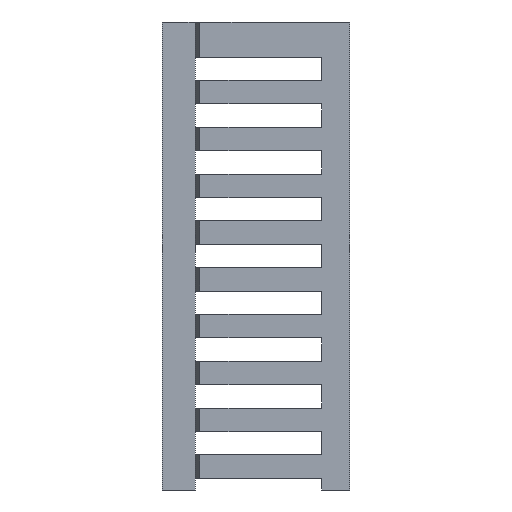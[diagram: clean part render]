
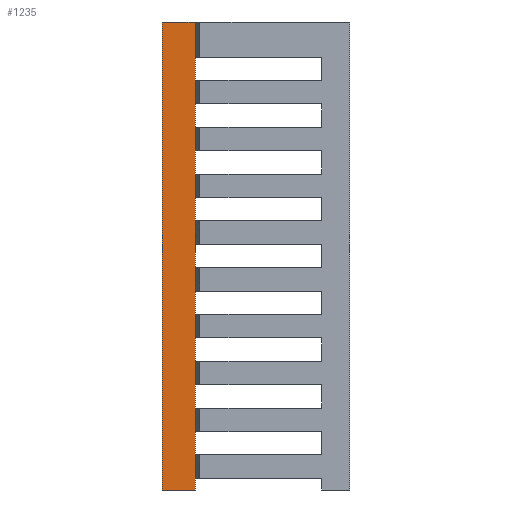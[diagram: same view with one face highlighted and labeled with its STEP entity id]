
A CAD part, left-side view. The second image highlights one B-rep face of the part: STEP entity #1235.
In plain terms, the highlighted planar face has unit normal (-1, 0, 0).
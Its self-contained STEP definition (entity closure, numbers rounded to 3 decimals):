
#103 = ORIENTED_EDGE ( 'NONE', *, *, #921, .F. ) ;
#223 = CARTESIAN_POINT ( 'NONE',  ( 51.745, 40., 0. ) ) ;
#493 = DIRECTION ( 'NONE',  ( -1., 0., 0. ) ) ;
#662 = ORIENTED_EDGE ( 'NONE', *, *, #5274, .T. ) ;
#675 = VECTOR ( 'NONE', #5095, 1000. ) ;
#768 = EDGE_CURVE ( 'NONE', #7210, #6093, #5690, .T. ) ;
#921 = EDGE_CURVE ( 'NONE', #1563, #7210, #4088, .T. ) ;
#1078 = DIRECTION ( 'NONE',  ( 0., -1., 0. ) ) ;
#1214 = EDGE_CURVE ( 'NONE', #7195, #6093, #3287, .T. ) ;
#1235 = ADVANCED_FACE ( 'NONE', ( #7203 ), #6563, .T. ) ;
#1563 = VERTEX_POINT ( 'NONE', #1643 ) ;
#1643 = CARTESIAN_POINT ( 'NONE',  ( 51.745, 40., -100. ) ) ;
#2247 = CARTESIAN_POINT ( 'NONE',  ( 51.745, 40., -100. ) ) ;
#2719 = AXIS2_PLACEMENT_3D ( 'NONE', #2247, #493, #3566 ) ;
#2900 = CARTESIAN_POINT ( 'NONE',  ( 51.745, 33., -100. ) ) ;
#2984 = VECTOR ( 'NONE', #7006, 1000. ) ;
#3287 = LINE ( 'NONE', #5724, #2984 ) ;
#3494 = DIRECTION ( 'NONE',  ( 0., 0., 1. ) ) ;
#3566 = DIRECTION ( 'NONE',  ( 0., 0., 1. ) ) ;
#4015 = CARTESIAN_POINT ( 'NONE',  ( 51.745, 40., 0. ) ) ;
#4067 = EDGE_LOOP ( 'NONE', ( #6463, #103, #662, #5302 ) ) ;
#4088 = LINE ( 'NONE', #7896, #4629 ) ;
#4102 = CARTESIAN_POINT ( 'NONE',  ( 51.745, 40., -100. ) ) ;
#4629 = VECTOR ( 'NONE', #3494, 1000. ) ;
#4693 = VECTOR ( 'NONE', #1078, 1000. ) ;
#4699 = LINE ( 'NONE', #4102, #4693 ) ;
#5095 = DIRECTION ( 'NONE',  ( 0., -1., 0. ) ) ;
#5274 = EDGE_CURVE ( 'NONE', #1563, #7195, #4699, .T. ) ;
#5302 = ORIENTED_EDGE ( 'NONE', *, *, #1214, .T. ) ;
#5690 = LINE ( 'NONE', #223, #675 ) ;
#5724 = CARTESIAN_POINT ( 'NONE',  ( 51.745, 33., -100. ) ) ;
#5770 = CARTESIAN_POINT ( 'NONE',  ( 51.745, 33., 0. ) ) ;
#6093 = VERTEX_POINT ( 'NONE', #5770 ) ;
#6463 = ORIENTED_EDGE ( 'NONE', *, *, #768, .F. ) ;
#6563 = PLANE ( 'NONE',  #2719 ) ;
#7006 = DIRECTION ( 'NONE',  ( 0., 0., 1. ) ) ;
#7195 = VERTEX_POINT ( 'NONE', #2900 ) ;
#7203 = FACE_OUTER_BOUND ( 'NONE', #4067, .T. ) ;
#7210 = VERTEX_POINT ( 'NONE', #4015 ) ;
#7896 = CARTESIAN_POINT ( 'NONE',  ( 51.745, 40., -100. ) ) ;
